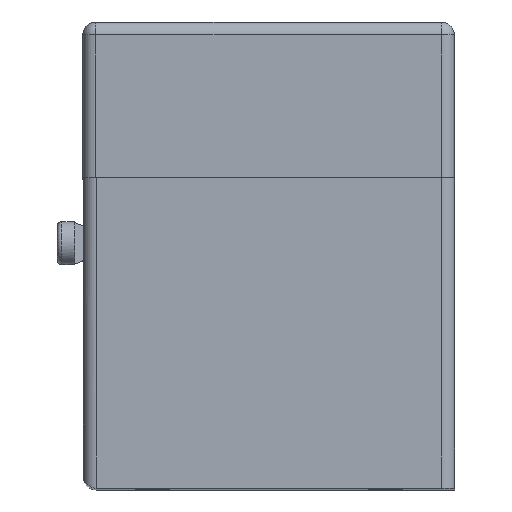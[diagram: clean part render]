
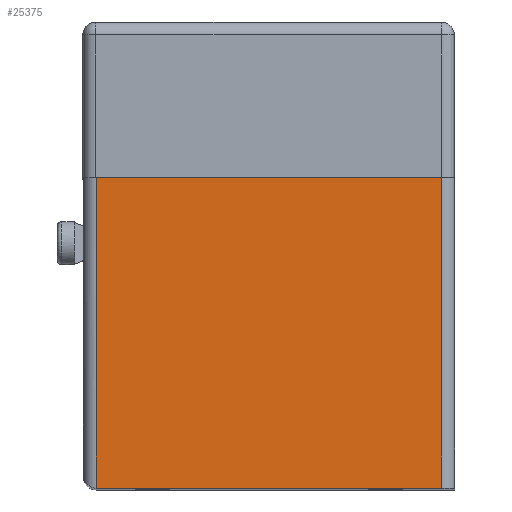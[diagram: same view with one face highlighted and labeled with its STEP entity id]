
A CAD part, top view. The second image highlights one B-rep face of the part: STEP entity #25375.
In plain terms, the highlighted planar face has unit normal (0, 0, 1).
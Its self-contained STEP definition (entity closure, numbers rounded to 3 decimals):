
#1972=FACE_OUTER_BOUND('',#3673,.T.);
#3673=EDGE_LOOP('',(#22648,#22649,#22650,#22651));
#7116=LINE('',#41156,#10128);
#7117=LINE('',#41160,#10129);
#7118=LINE('',#41162,#10130);
#7119=LINE('',#41163,#10131);
#10128=VECTOR('',#33851,10.);
#10129=VECTOR('',#33856,10.);
#10130=VECTOR('',#33857,10.);
#10131=VECTOR('',#33858,10.);
#12419=VERTEX_POINT('',#41153);
#12420=VERTEX_POINT('',#41155);
#12421=VERTEX_POINT('',#41159);
#12422=VERTEX_POINT('',#41161);
#15854=EDGE_CURVE('',#12419,#12420,#7116,.T.);
#15856=EDGE_CURVE('',#12421,#12419,#7117,.T.);
#15857=EDGE_CURVE('',#12422,#12421,#7118,.T.);
#15858=EDGE_CURVE('',#12422,#12420,#7119,.T.);
#22648=ORIENTED_EDGE('',*,*,#15854,.F.);
#22649=ORIENTED_EDGE('',*,*,#15856,.F.);
#22650=ORIENTED_EDGE('',*,*,#15857,.F.);
#22651=ORIENTED_EDGE('',*,*,#15858,.T.);
#23985=PLANE('',#27237);
#25375=ADVANCED_FACE('',(#1972),#23985,.T.);
#27237=AXIS2_PLACEMENT_3D('',#41158,#33854,#33855);
#33851=DIRECTION('',(0.,-1.,0.));
#33854=DIRECTION('center_axis',(0.,0.,1.));
#33855=DIRECTION('ref_axis',(1.,0.,0.));
#33856=DIRECTION('',(1.,0.,0.));
#33857=DIRECTION('',(0.,1.,0.));
#33858=DIRECTION('',(1.,0.,0.));
#41153=CARTESIAN_POINT('',(41.5,36.,0.));
#41155=CARTESIAN_POINT('',(41.5,0.,0.));
#41156=CARTESIAN_POINT('',(41.5,0.,0.));
#41158=CARTESIAN_POINT('Origin',(0.,0.,0.));
#41159=CARTESIAN_POINT('',(1.5,36.,0.));
#41160=CARTESIAN_POINT('',(0.,36.,0.));
#41161=CARTESIAN_POINT('',(1.5,0.,0.));
#41162=CARTESIAN_POINT('',(1.5,0.,0.));
#41163=CARTESIAN_POINT('',(0.,0.,0.));
